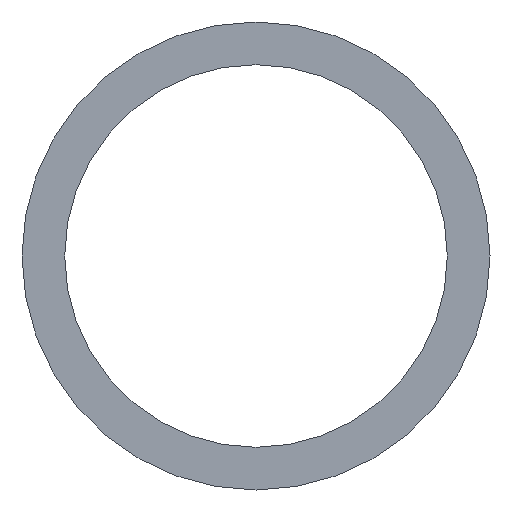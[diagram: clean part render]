
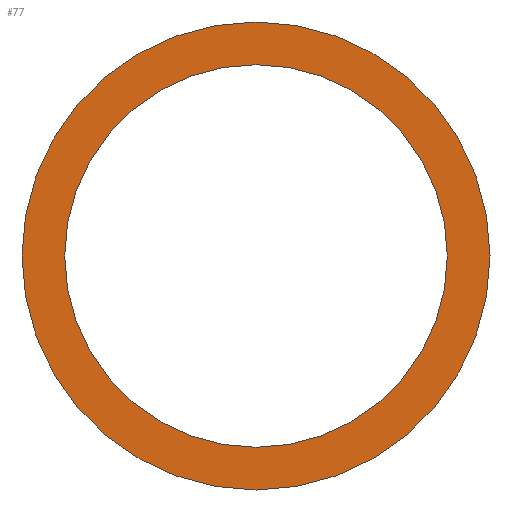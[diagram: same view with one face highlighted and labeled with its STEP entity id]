
A CAD part, front view. The second image highlights one B-rep face of the part: STEP entity #77.
In plain terms, the highlighted planar face has unit normal (0, -1, 0).
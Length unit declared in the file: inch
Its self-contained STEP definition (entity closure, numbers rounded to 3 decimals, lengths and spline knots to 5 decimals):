
#6 = EDGE_CURVE ( 'NONE', #26, #207, #177, .T. ) ;
#7 = CIRCLE ( 'NONE', #126, 0.5375 ) ;
#8 = EDGE_LOOP ( 'NONE', ( #174, #217 ) ) ;
#14 = CARTESIAN_POINT ( 'NONE',  ( 0., -2.6, 0. ) ) ;
#26 = VERTEX_POINT ( 'NONE', #153 ) ;
#29 = CARTESIAN_POINT ( 'NONE',  ( 0., -2.6, -0.5375 ) ) ;
#31 = DIRECTION ( 'NONE',  ( 0., 0., 1. ) ) ;
#33 = CARTESIAN_POINT ( 'NONE',  ( 0., -2.6, 0.5375 ) ) ;
#41 = DIRECTION ( 'NONE',  ( 0., 1., 0. ) ) ;
#44 = FACE_OUTER_BOUND ( 'NONE', #8, .T. ) ;
#45 = AXIS2_PLACEMENT_3D ( 'NONE', #14, #62, #46 ) ;
#46 = DIRECTION ( 'NONE',  ( 0., 0., 1. ) ) ;
#47 = PLANE ( 'NONE',  #154 ) ;
#61 = VERTEX_POINT ( 'NONE', #29 ) ;
#62 = DIRECTION ( 'NONE',  ( 0., 1., 0. ) ) ;
#64 = AXIS2_PLACEMENT_3D ( 'NONE', #70, #130, #31 ) ;
#68 = CARTESIAN_POINT ( 'NONE',  ( 0., -2.6, 0.6575 ) ) ;
#69 = EDGE_CURVE ( 'NONE', #61, #157, #7, .T. ) ;
#70 = CARTESIAN_POINT ( 'NONE',  ( 0., -2.6, 0. ) ) ;
#77 = ADVANCED_FACE ( 'NONE', ( #44, #218 ), #47, .F. ) ;
#78 = CARTESIAN_POINT ( 'NONE',  ( 0., -2.6, 0. ) ) ;
#97 = CARTESIAN_POINT ( 'NONE',  ( 0., -2.6, 0. ) ) ;
#100 = AXIS2_PLACEMENT_3D ( 'NONE', #97, #41, #159 ) ;
#101 = DIRECTION ( 'NONE',  ( 0., 0., 1. ) ) ;
#115 = CIRCLE ( 'NONE', #45, 0.6575 ) ;
#116 = DIRECTION ( 'NONE',  ( 0., 1., 0. ) ) ;
#119 = EDGE_CURVE ( 'NONE', #207, #26, #115, .T. ) ;
#122 = ORIENTED_EDGE ( 'NONE', *, *, #69, .T. ) ;
#126 = AXIS2_PLACEMENT_3D ( 'NONE', #179, #201, #164 ) ;
#130 = DIRECTION ( 'NONE',  ( 0., 1., 0. ) ) ;
#138 = ORIENTED_EDGE ( 'NONE', *, *, #212, .T. ) ;
#153 = CARTESIAN_POINT ( 'NONE',  ( 0., -2.6, -0.6575 ) ) ;
#154 = AXIS2_PLACEMENT_3D ( 'NONE', #78, #116, #101 ) ;
#157 = VERTEX_POINT ( 'NONE', #33 ) ;
#159 = DIRECTION ( 'NONE',  ( 0., 0., 1. ) ) ;
#164 = DIRECTION ( 'NONE',  ( 0., 0., 1. ) ) ;
#174 = ORIENTED_EDGE ( 'NONE', *, *, #6, .F. ) ;
#175 = EDGE_LOOP ( 'NONE', ( #122, #138 ) ) ;
#177 = CIRCLE ( 'NONE', #100, 0.6575 ) ;
#179 = CARTESIAN_POINT ( 'NONE',  ( 0., -2.6, 0. ) ) ;
#180 = CIRCLE ( 'NONE', #64, 0.5375 ) ;
#201 = DIRECTION ( 'NONE',  ( 0., 1., 0. ) ) ;
#207 = VERTEX_POINT ( 'NONE', #68 ) ;
#212 = EDGE_CURVE ( 'NONE', #157, #61, #180, .T. ) ;
#217 = ORIENTED_EDGE ( 'NONE', *, *, #119, .F. ) ;
#218 = FACE_BOUND ( 'NONE', #175, .T. ) ;
